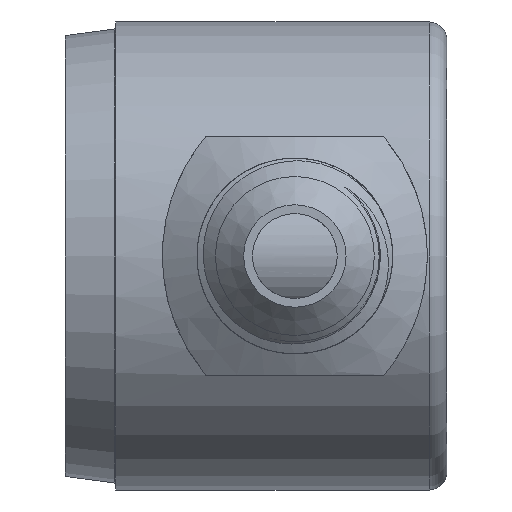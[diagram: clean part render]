
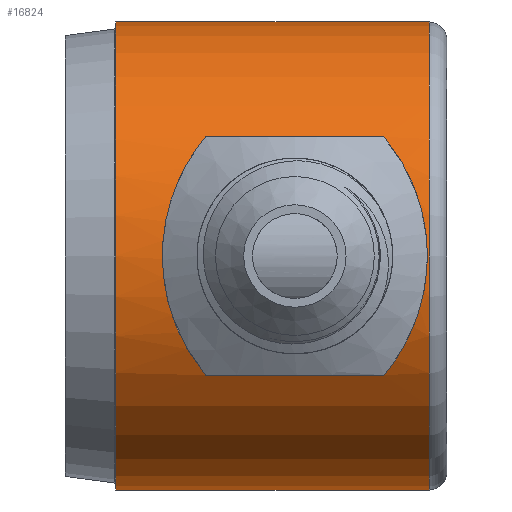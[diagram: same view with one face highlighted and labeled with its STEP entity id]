
A CAD part, left-side view. The second image highlights one B-rep face of the part: STEP entity #16824.
In plain terms, the highlighted cylindrical face has radius 13.25 mm (diameter 26.5 mm), a full revolution.
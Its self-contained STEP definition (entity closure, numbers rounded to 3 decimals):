
#439=FACE_BOUND('',#5949,.T.);
#440=FACE_BOUND('',#5950,.T.);
#1934=LINE('',#43219,#3441);
#1935=LINE('',#43222,#3442);
#1936=LINE('',#43239,#3443);
#1937=LINE('',#43256,#3444);
#1938=LINE('',#43273,#3445);
#3441=VECTOR('',#20104,13.25);
#3442=VECTOR('',#20105,1000.);
#3443=VECTOR('',#20106,1000.);
#3444=VECTOR('',#20107,1000.);
#3445=VECTOR('',#20108,1000.);
#4181=B_SPLINE_CURVE_WITH_KNOTS('',3,(#43224,#43225,#43226,#43227,#43228,
#43229,#43230,#43231,#43232,#43233,#43234,#43235,#43236,#43237),
 .UNSPECIFIED.,.F.,.F.,(4,2,2,2,2,2,4),(-2.426,-2.109,
-1.901,-1.692,-1.484,-1.275,
-0.958),.UNSPECIFIED.);
#4182=B_SPLINE_CURVE_WITH_KNOTS('',3,(#43240,#43241,#43242,#43243,#43244,
#43245,#43246,#43247,#43248,#43249,#43250,#43251,#43252,#43253),
 .UNSPECIFIED.,.F.,.F.,(4,2,2,2,2,2,4),(0.958,1.275,
1.484,1.692,1.901,2.109,2.426),
 .UNSPECIFIED.);
#4183=B_SPLINE_CURVE_WITH_KNOTS('',3,(#43258,#43259,#43260,#43261,#43262,
#43263,#43264,#43265,#43266,#43267,#43268,#43269,#43270,#43271),
 .UNSPECIFIED.,.F.,.F.,(4,2,2,2,2,2,4),(0.958,1.275,
1.484,1.692,1.901,2.109,2.426),
 .UNSPECIFIED.);
#4184=B_SPLINE_CURVE_WITH_KNOTS('',3,(#43274,#43275,#43276,#43277,#43278,
#43279,#43280,#43281,#43282,#43283,#43284,#43285,#43286,#43287),
 .UNSPECIFIED.,.F.,.F.,(4,2,2,2,2,2,4),(-2.426,-2.109,
-1.901,-1.692,-1.484,-1.275,
-0.958),.UNSPECIFIED.);
#4227=CYLINDRICAL_SURFACE('',#17444,13.25);
#5048=FACE_OUTER_BOUND('',#5948,.T.);
#5948=EDGE_LOOP('',(#14554,#14555,#14556,#14557,#14558,#14559));
#5949=EDGE_LOOP('',(#14560,#14561,#14562,#14563));
#5950=EDGE_LOOP('',(#14564,#14565,#14566,#14567));
#6071=CIRCLE('',#17431,13.25);
#6072=CIRCLE('',#17432,13.25);
#6080=CIRCLE('',#17442,13.25);
#6081=CIRCLE('',#17443,13.25);
#7630=VERTEX_POINT('',#43193);
#7631=VERTEX_POINT('',#43194);
#7638=VERTEX_POINT('',#43213);
#7639=VERTEX_POINT('',#43215);
#7640=VERTEX_POINT('',#43220);
#7641=VERTEX_POINT('',#43221);
#7642=VERTEX_POINT('',#43223);
#7643=VERTEX_POINT('',#43238);
#7644=VERTEX_POINT('',#43254);
#7645=VERTEX_POINT('',#43255);
#7646=VERTEX_POINT('',#43257);
#7647=VERTEX_POINT('',#43272);
#9958=EDGE_CURVE('',#7630,#7631,#6071,.T.);
#9959=EDGE_CURVE('',#7631,#7630,#6072,.T.);
#9969=EDGE_CURVE('',#7638,#7639,#6080,.T.);
#9970=EDGE_CURVE('',#7639,#7638,#6081,.T.);
#9971=EDGE_CURVE('',#7638,#7631,#1934,.T.);
#9972=EDGE_CURVE('',#7640,#7641,#1935,.T.);
#9973=EDGE_CURVE('',#7641,#7642,#4181,.T.);
#9974=EDGE_CURVE('',#7642,#7643,#1936,.T.);
#9975=EDGE_CURVE('',#7643,#7640,#4182,.T.);
#9976=EDGE_CURVE('',#7644,#7645,#1937,.T.);
#9977=EDGE_CURVE('',#7645,#7646,#4183,.T.);
#9978=EDGE_CURVE('',#7646,#7647,#1938,.T.);
#9979=EDGE_CURVE('',#7647,#7644,#4184,.T.);
#14554=ORIENTED_EDGE('',*,*,#9970,.F.);
#14555=ORIENTED_EDGE('',*,*,#9969,.F.);
#14556=ORIENTED_EDGE('',*,*,#9971,.T.);
#14557=ORIENTED_EDGE('',*,*,#9959,.T.);
#14558=ORIENTED_EDGE('',*,*,#9958,.T.);
#14559=ORIENTED_EDGE('',*,*,#9971,.F.);
#14560=ORIENTED_EDGE('',*,*,#9972,.T.);
#14561=ORIENTED_EDGE('',*,*,#9973,.T.);
#14562=ORIENTED_EDGE('',*,*,#9974,.T.);
#14563=ORIENTED_EDGE('',*,*,#9975,.T.);
#14564=ORIENTED_EDGE('',*,*,#9976,.T.);
#14565=ORIENTED_EDGE('',*,*,#9977,.T.);
#14566=ORIENTED_EDGE('',*,*,#9978,.T.);
#14567=ORIENTED_EDGE('',*,*,#9979,.T.);
#16824=ADVANCED_FACE('',(#5048,#439,#440),#4227,.T.);
#17431=AXIS2_PLACEMENT_3D('',#43195,#20074,#20075);
#17432=AXIS2_PLACEMENT_3D('',#43196,#20076,#20077);
#17442=AXIS2_PLACEMENT_3D('',#43216,#20098,#20099);
#17443=AXIS2_PLACEMENT_3D('',#43217,#20100,#20101);
#17444=AXIS2_PLACEMENT_3D('',#43218,#20102,#20103);
#20074=DIRECTION('center_axis',(0.,-1.,0.));
#20075=DIRECTION('ref_axis',(0.,0.,-1.));
#20076=DIRECTION('center_axis',(0.,-1.,0.));
#20077=DIRECTION('ref_axis',(0.,0.,-1.));
#20098=DIRECTION('center_axis',(0.,-1.,0.));
#20099=DIRECTION('ref_axis',(0.,0.,-1.));
#20100=DIRECTION('center_axis',(0.,-1.,0.));
#20101=DIRECTION('ref_axis',(0.,0.,-1.));
#20102=DIRECTION('center_axis',(0.,-1.,0.));
#20103=DIRECTION('ref_axis',(0.,0.,-1.));
#20104=DIRECTION('',(0.,1.,0.));
#20105=DIRECTION('',(0.,1.,0.));
#20106=DIRECTION('',(0.,-1.,0.));
#20107=DIRECTION('',(0.,1.,0.));
#20108=DIRECTION('',(0.,-1.,0.));
#43193=CARTESIAN_POINT('',(-16.042,26.286,50.498));
#43194=CARTESIAN_POINT('',(-16.042,26.286,76.998));
#43195=CARTESIAN_POINT('Origin',(-16.042,26.286,63.748));
#43196=CARTESIAN_POINT('Origin',(-16.042,26.286,63.748));
#43213=CARTESIAN_POINT('',(-16.042,8.554,76.998));
#43215=CARTESIAN_POINT('',(-16.042,8.554,50.498));
#43216=CARTESIAN_POINT('Origin',(-16.042,8.554,63.748));
#43217=CARTESIAN_POINT('Origin',(-16.042,8.554,63.748));
#43218=CARTESIAN_POINT('Origin',(-16.042,16.154,63.748));
#43219=CARTESIAN_POINT('',(-16.042,16.154,76.998));
#43220=CARTESIAN_POINT('',(-27.444,11.112,56.998));
#43221=CARTESIAN_POINT('',(-27.444,21.197,56.998));
#43222=CARTESIAN_POINT('',(-27.444,16.154,56.998));
#43223=CARTESIAN_POINT('',(-27.444,21.197,70.498));
#43224=CARTESIAN_POINT('Ctrl Pts',(-27.444,21.197,56.998));
#43225=CARTESIAN_POINT('Ctrl Pts',(-27.894,21.835,57.758));
#43226=CARTESIAN_POINT('Ctrl Pts',(-28.317,22.397,58.653));
#43227=CARTESIAN_POINT('Ctrl Pts',(-28.848,23.089,60.276));
#43228=CARTESIAN_POINT('Ctrl Pts',(-29.014,23.301,60.957));
#43229=CARTESIAN_POINT('Ctrl Pts',(-29.237,23.584,62.345));
#43230=CARTESIAN_POINT('Ctrl Pts',(-29.292,23.654,63.053));
#43231=CARTESIAN_POINT('Ctrl Pts',(-29.292,23.654,64.442));
#43232=CARTESIAN_POINT('Ctrl Pts',(-29.237,23.584,65.15));
#43233=CARTESIAN_POINT('Ctrl Pts',(-29.014,23.301,66.538));
#43234=CARTESIAN_POINT('Ctrl Pts',(-28.848,23.089,67.219));
#43235=CARTESIAN_POINT('Ctrl Pts',(-28.317,22.397,68.842));
#43236=CARTESIAN_POINT('Ctrl Pts',(-27.894,21.835,69.737));
#43237=CARTESIAN_POINT('Ctrl Pts',(-27.444,21.197,70.498));
#43238=CARTESIAN_POINT('',(-27.444,11.112,70.498));
#43239=CARTESIAN_POINT('',(-27.444,16.154,70.498));
#43240=CARTESIAN_POINT('Ctrl Pts',(-27.444,11.112,70.498));
#43241=CARTESIAN_POINT('Ctrl Pts',(-27.894,10.474,69.737));
#43242=CARTESIAN_POINT('Ctrl Pts',(-28.317,9.911,68.842));
#43243=CARTESIAN_POINT('Ctrl Pts',(-28.848,9.22,67.219));
#43244=CARTESIAN_POINT('Ctrl Pts',(-29.014,9.007,66.538));
#43245=CARTESIAN_POINT('Ctrl Pts',(-29.237,8.724,65.15));
#43246=CARTESIAN_POINT('Ctrl Pts',(-29.292,8.654,64.442));
#43247=CARTESIAN_POINT('Ctrl Pts',(-29.292,8.654,63.053));
#43248=CARTESIAN_POINT('Ctrl Pts',(-29.237,8.724,62.345));
#43249=CARTESIAN_POINT('Ctrl Pts',(-29.014,9.007,60.957));
#43250=CARTESIAN_POINT('Ctrl Pts',(-28.848,9.22,60.276));
#43251=CARTESIAN_POINT('Ctrl Pts',(-28.317,9.911,58.653));
#43252=CARTESIAN_POINT('Ctrl Pts',(-27.894,10.474,57.758));
#43253=CARTESIAN_POINT('Ctrl Pts',(-27.444,11.112,56.998));
#43254=CARTESIAN_POINT('',(-4.641,11.112,70.498));
#43255=CARTESIAN_POINT('',(-4.641,21.197,70.498));
#43256=CARTESIAN_POINT('',(-4.641,16.154,70.498));
#43257=CARTESIAN_POINT('',(-4.641,21.197,56.998));
#43258=CARTESIAN_POINT('Ctrl Pts',(-4.641,21.197,70.498));
#43259=CARTESIAN_POINT('Ctrl Pts',(-4.191,21.835,69.737));
#43260=CARTESIAN_POINT('Ctrl Pts',(-3.768,22.397,68.842));
#43261=CARTESIAN_POINT('Ctrl Pts',(-3.237,23.089,67.219));
#43262=CARTESIAN_POINT('Ctrl Pts',(-3.071,23.301,66.538));
#43263=CARTESIAN_POINT('Ctrl Pts',(-2.848,23.584,65.15));
#43264=CARTESIAN_POINT('Ctrl Pts',(-2.792,23.654,64.442));
#43265=CARTESIAN_POINT('Ctrl Pts',(-2.792,23.654,63.053));
#43266=CARTESIAN_POINT('Ctrl Pts',(-2.848,23.584,62.345));
#43267=CARTESIAN_POINT('Ctrl Pts',(-3.071,23.301,60.957));
#43268=CARTESIAN_POINT('Ctrl Pts',(-3.237,23.089,60.276));
#43269=CARTESIAN_POINT('Ctrl Pts',(-3.768,22.397,58.653));
#43270=CARTESIAN_POINT('Ctrl Pts',(-4.191,21.835,57.758));
#43271=CARTESIAN_POINT('Ctrl Pts',(-4.641,21.197,56.998));
#43272=CARTESIAN_POINT('',(-4.641,11.112,56.998));
#43273=CARTESIAN_POINT('',(-4.641,16.154,56.998));
#43274=CARTESIAN_POINT('Ctrl Pts',(-4.641,11.112,56.998));
#43275=CARTESIAN_POINT('Ctrl Pts',(-4.191,10.474,57.758));
#43276=CARTESIAN_POINT('Ctrl Pts',(-3.768,9.911,58.653));
#43277=CARTESIAN_POINT('Ctrl Pts',(-3.237,9.22,60.276));
#43278=CARTESIAN_POINT('Ctrl Pts',(-3.071,9.007,60.957));
#43279=CARTESIAN_POINT('Ctrl Pts',(-2.848,8.724,62.345));
#43280=CARTESIAN_POINT('Ctrl Pts',(-2.792,8.654,63.053));
#43281=CARTESIAN_POINT('Ctrl Pts',(-2.792,8.654,64.442));
#43282=CARTESIAN_POINT('Ctrl Pts',(-2.848,8.724,65.15));
#43283=CARTESIAN_POINT('Ctrl Pts',(-3.071,9.007,66.538));
#43284=CARTESIAN_POINT('Ctrl Pts',(-3.237,9.22,67.219));
#43285=CARTESIAN_POINT('Ctrl Pts',(-3.768,9.911,68.842));
#43286=CARTESIAN_POINT('Ctrl Pts',(-4.191,10.474,69.737));
#43287=CARTESIAN_POINT('Ctrl Pts',(-4.641,11.112,70.498));
